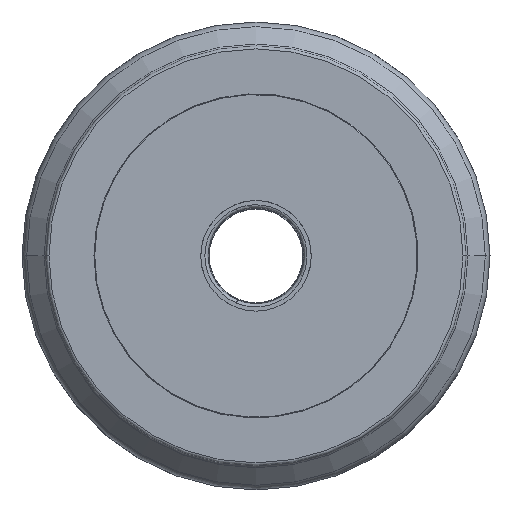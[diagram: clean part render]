
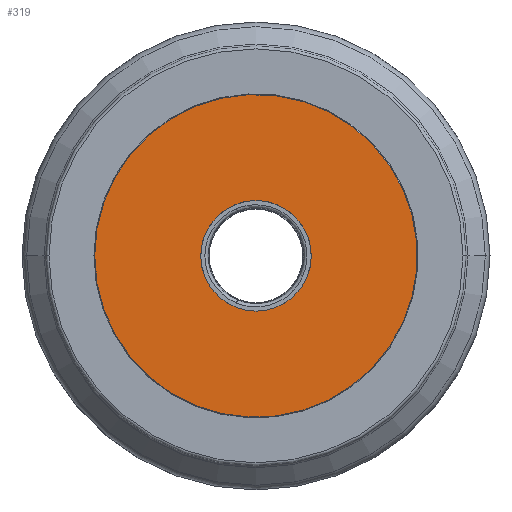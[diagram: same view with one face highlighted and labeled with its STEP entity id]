
A CAD part, top view. The second image highlights one B-rep face of the part: STEP entity #319.
In plain terms, the highlighted planar face has unit normal (0, 0, 1).
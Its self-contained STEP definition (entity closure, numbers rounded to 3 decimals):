
#196=PLANE('',#2305);
#210=FACE_BOUND('',#605,.T.);
#211=FACE_BOUND('',#606,.T.);
#319=ADVANCED_FACE('',(#210,#211),#196,.T.);
#605=EDGE_LOOP('',(#1056,#1057));
#606=EDGE_LOOP('',(#1058,#1059));
#1056=ORIENTED_EDGE('',*,*,#1504,.F.);
#1057=ORIENTED_EDGE('',*,*,#1505,.T.);
#1058=ORIENTED_EDGE('',*,*,#1503,.T.);
#1059=ORIENTED_EDGE('',*,*,#1501,.T.);
#1263=VERTEX_POINT('',#5333);
#1264=VERTEX_POINT('',#5335);
#1265=VERTEX_POINT('',#5346);
#1266=VERTEX_POINT('',#5347);
#1501=EDGE_CURVE('',#1264,#1263,#1845,.T.);
#1503=EDGE_CURVE('',#1263,#1264,#1846,.T.);
#1504=EDGE_CURVE('',#1265,#1266,#1847,.T.);
#1505=EDGE_CURVE('',#1265,#1266,#1848,.T.);
#1845=CIRCLE('',#2299,37.5);
#1846=CIRCLE('',#2301,37.5);
#1847=CIRCLE('',#2303,109.5);
#1848=CIRCLE('',#2304,109.5);
#2299=AXIS2_PLACEMENT_3D('',#5334,#2808,#2809);
#2301=AXIS2_PLACEMENT_3D('',#5343,#2812,#2813);
#2303=AXIS2_PLACEMENT_3D('',#5345,#2816,#2817);
#2304=AXIS2_PLACEMENT_3D('',#5348,#2818,#2819);
#2305=AXIS2_PLACEMENT_3D('',#5349,#2820,#2821);
#2808=DIRECTION('',(0.,0.,-1.));
#2809=DIRECTION('',(0.365,0.931,0.));
#2812=DIRECTION('',(0.,0.,-1.));
#2813=DIRECTION('',(-0.365,0.931,0.));
#2816=DIRECTION('',(0.,0.,-1.));
#2817=DIRECTION('',(0.125,-0.992,0.));
#2818=DIRECTION('',(0.,0.,1.));
#2819=DIRECTION('',(0.125,-0.992,0.));
#2820=DIRECTION('',(0.,0.,1.));
#2821=DIRECTION('',(1.,0.,0.));
#5333=CARTESIAN_POINT('',(-13.7,34.908,0.));
#5334=CARTESIAN_POINT('',(0.,0.,0.));
#5335=CARTESIAN_POINT('',(13.7,34.908,0.));
#5343=CARTESIAN_POINT('',(0.,0.,0.));
#5345=CARTESIAN_POINT('',(0.,0.,0.));
#5346=CARTESIAN_POINT('',(13.7,-108.64,0.));
#5347=CARTESIAN_POINT('',(13.7,108.64,0.));
#5348=CARTESIAN_POINT('',(0.,0.,0.));
#5349=CARTESIAN_POINT('',(0.,0.,0.));
